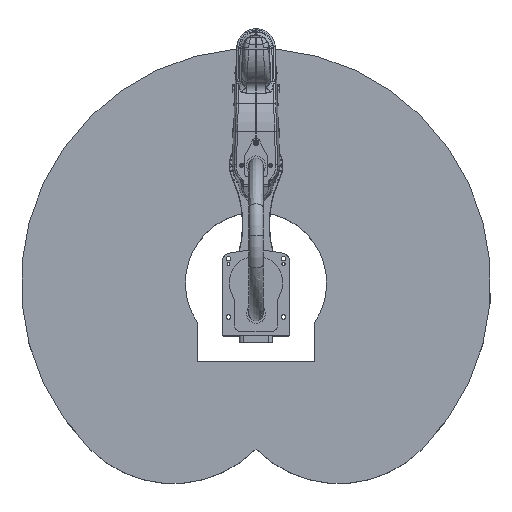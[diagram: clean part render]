
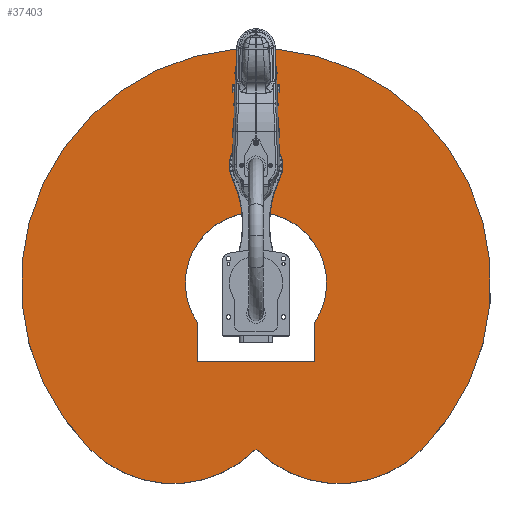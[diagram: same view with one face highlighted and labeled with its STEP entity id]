
A CAD part, top view. The second image highlights one B-rep face of the part: STEP entity #37403.
In plain terms, the highlighted planar face has unit normal (0, 0, 1).
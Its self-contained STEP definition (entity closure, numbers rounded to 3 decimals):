
#1082=FACE_BOUND('',#11105,.T.);
#3468=LINE('',#90344,#5666);
#3472=LINE('',#90351,#5670);
#3475=LINE('',#90357,#5673);
#5666=VECTOR('',#49354,10.);
#5670=VECTOR('',#49360,10.);
#5673=VECTOR('',#49365,10.);
#6491=PLANE('',#40879);
#8645=FACE_OUTER_BOUND('',#11104,.T.);
#11104=EDGE_LOOP('',(#32851,#32852,#32853));
#11105=EDGE_LOOP('',(#32854,#32855,#32856,#32857));
#12616=CIRCLE('',#40880,350.);
#12617=CIRCLE('',#40881,700.);
#12618=CIRCLE('',#40882,350.);
#12619=CIRCLE('',#40883,210.494);
#17230=VERTEX_POINT('',#90341);
#17231=VERTEX_POINT('',#90343);
#17233=VERTEX_POINT('',#90349);
#17235=VERTEX_POINT('',#90355);
#17236=VERTEX_POINT('',#90359);
#17237=VERTEX_POINT('',#90360);
#17238=VERTEX_POINT('',#90362);
#22436=EDGE_CURVE('',#17231,#17230,#3468,.T.);
#22440=EDGE_CURVE('',#17230,#17233,#3472,.T.);
#22443=EDGE_CURVE('',#17233,#17235,#3475,.T.);
#22444=EDGE_CURVE('',#17236,#17237,#12616,.T.);
#22445=EDGE_CURVE('',#17237,#17238,#12617,.T.);
#22446=EDGE_CURVE('',#17238,#17236,#12618,.T.);
#22447=EDGE_CURVE('',#17235,#17231,#12619,.T.);
#32851=ORIENTED_EDGE('',*,*,#22444,.T.);
#32852=ORIENTED_EDGE('',*,*,#22445,.T.);
#32853=ORIENTED_EDGE('',*,*,#22446,.T.);
#32854=ORIENTED_EDGE('',*,*,#22436,.T.);
#32855=ORIENTED_EDGE('',*,*,#22440,.T.);
#32856=ORIENTED_EDGE('',*,*,#22443,.T.);
#32857=ORIENTED_EDGE('',*,*,#22447,.T.);
#37403=ADVANCED_FACE('',(#8645,#1082),#6491,.T.);
#40879=AXIS2_PLACEMENT_3D('',#90358,#49366,#49367);
#40880=AXIS2_PLACEMENT_3D('',#90361,#49368,#49369);
#40881=AXIS2_PLACEMENT_3D('',#90363,#49370,#49371);
#40882=AXIS2_PLACEMENT_3D('',#90364,#49372,#49373);
#40883=AXIS2_PLACEMENT_3D('',#90365,#49374,#49375);
#49354=DIRECTION('',(-1.,0.,0.));
#49360=DIRECTION('',(0.,1.,0.));
#49365=DIRECTION('',(1.,0.,0.));
#49366=DIRECTION('center_axis',(0.,0.,1.));
#49367=DIRECTION('ref_axis',(1.,0.,0.));
#49368=DIRECTION('center_axis',(0.,0.,1.));
#49369=DIRECTION('ref_axis',(0.707,-0.707,0.));
#49370=DIRECTION('center_axis',(0.,0.,1.));
#49371=DIRECTION('ref_axis',(0.707,0.707,0.));
#49372=DIRECTION('center_axis',(0.,0.,1.));
#49373=DIRECTION('ref_axis',(0.707,-0.707,0.));
#49374=DIRECTION('center_axis',(0.,0.,-1.));
#49375=DIRECTION('ref_axis',(-1.,0.,0.));
#90341=CARTESIAN_POINT('',(-233.,-175.,200.));
#90343=CARTESIAN_POINT('',(-116.973,-175.,200.));
#90344=CARTESIAN_POINT('',(45.953,-175.,200.));
#90349=CARTESIAN_POINT('',(-233.,175.,200.));
#90351=CARTESIAN_POINT('',(-233.,-87.5,200.));
#90355=CARTESIAN_POINT('',(-116.973,175.,200.));
#90357=CARTESIAN_POINT('',(-108.047,175.,200.));
#90358=CARTESIAN_POINT('Origin',(16.906,0.,
200.));
#90359=CARTESIAN_POINT('',(-494.975,0.,200.));
#90360=CARTESIAN_POINT('',(-494.975,-494.975,200.));
#90361=CARTESIAN_POINT('Origin',(-247.487,-247.487,200.));
#90362=CARTESIAN_POINT('',(-494.975,494.975,200.));
#90363=CARTESIAN_POINT('Origin',(0.,0.,200.));
#90364=CARTESIAN_POINT('Origin',(-247.487,247.487,200.));
#90365=CARTESIAN_POINT('Origin',(0.,0.,200.));
